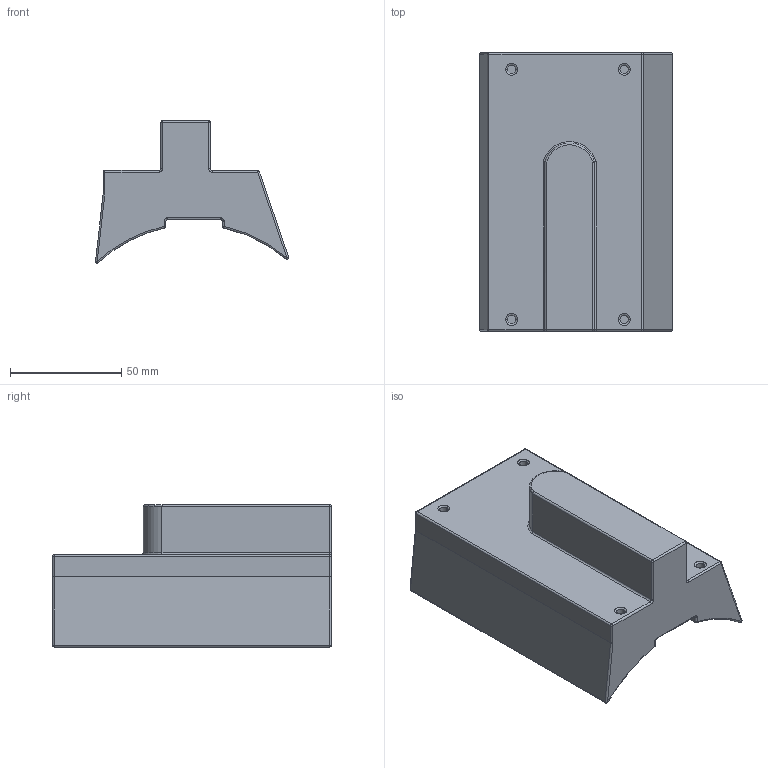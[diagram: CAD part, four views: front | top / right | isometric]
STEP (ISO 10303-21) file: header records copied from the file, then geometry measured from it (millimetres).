
FILE_DESCRIPTION (( 'STEP AP214' ), '1' );
FILE_NAME ('125mm-chuckholder.STEP', '2012-05-22T04:05:41', ( 'wamuser' ), ( '' ), 'SwSTEP 2.0', 'SolidWorks 2012', '' );
FILE_SCHEMA (( 'AUTOMOTIVE_DESIGN' ));
Length unit declared in the file: inch
Products named in the file (1): 125mm-chuckholder
Bounding box: 86.6 x 125 x 63.83 mm (x, y, z)
Volume: 310331.3 mm3; surface area: 41194 mm2
Topology: 1 solids, 1 shells, 96 faces, 214 edges, 110 vertices
Faces by surface type: cylinder 44, torus 22, plane 16, sphere 14
Entity records: 2590 total; most frequent: DIRECTION 512, CARTESIAN_POINT 439, ORIENTED_EDGE 400, AXIS2_PLACEMENT_3D 219, EDGE_CURVE 200, CIRCLE 122, VERTEX_POINT 110, EDGE_LOOP 100
